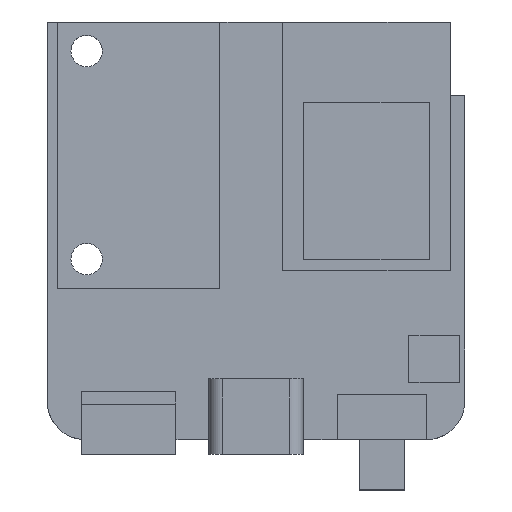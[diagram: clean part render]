
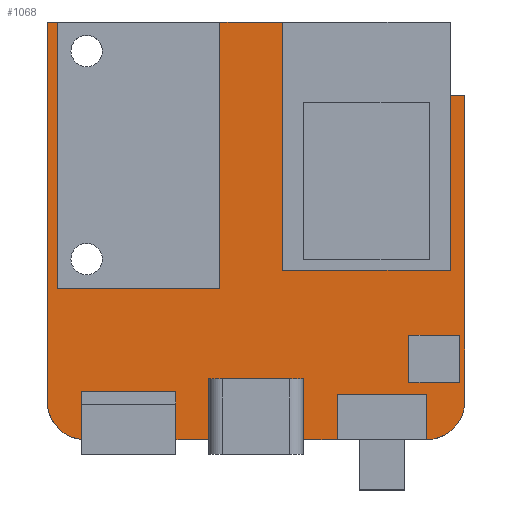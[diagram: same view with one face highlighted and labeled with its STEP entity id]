
A CAD part, top view. The second image highlights one B-rep face of the part: STEP entity #1068.
In plain terms, the highlighted planar face has unit normal (0, 0, 1).
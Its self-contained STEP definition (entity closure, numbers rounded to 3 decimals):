
#15=FACE_BOUND('',#117,.T.);
#30=CIRCLE('',#1150,3.683);
#31=CIRCLE('',#1151,3.683);
#57=FACE_OUTER_BOUND('',#116,.T.);
#116=EDGE_LOOP('',(#749,#750,#751,#752,#753,#754,#755,#756,#757,#758,#759,
#760,#761,#762,#763,#764,#765,#766,#767,#768,#769,#770,#771,#772,#773));
#117=EDGE_LOOP('',(#774,#775,#776,#777));
#176=LINE('',#1512,#313);
#181=LINE('',#1524,#318);
#190=LINE('',#1551,#327);
#191=LINE('',#1556,#328);
#192=LINE('',#1558,#329);
#193=LINE('',#1560,#330);
#194=LINE('',#1562,#331);
#195=LINE('',#1566,#332);
#196=LINE('',#1568,#333);
#197=LINE('',#1570,#334);
#198=LINE('',#1572,#335);
#199=LINE('',#1574,#336);
#200=LINE('',#1576,#337);
#201=LINE('',#1578,#338);
#202=LINE('',#1580,#339);
#203=LINE('',#1582,#340);
#204=LINE('',#1584,#341);
#205=LINE('',#1586,#342);
#206=LINE('',#1588,#343);
#207=LINE('',#1592,#344);
#208=LINE('',#1594,#345);
#209=LINE('',#1596,#346);
#210=LINE('',#1597,#347);
#211=LINE('',#1600,#348);
#212=LINE('',#1602,#349);
#213=LINE('',#1604,#350);
#214=LINE('',#1605,#351);
#313=VECTOR('',#1219,10.);
#318=VECTOR('',#1230,10.);
#327=VECTOR('',#1259,10.);
#328=VECTOR('',#1266,10.);
#329=VECTOR('',#1267,10.);
#330=VECTOR('',#1268,10.);
#331=VECTOR('',#1269,10.);
#332=VECTOR('',#1272,10.);
#333=VECTOR('',#1273,10.);
#334=VECTOR('',#1274,10.);
#335=VECTOR('',#1275,10.);
#336=VECTOR('',#1276,10.);
#337=VECTOR('',#1277,10.);
#338=VECTOR('',#1278,10.);
#339=VECTOR('',#1279,10.);
#340=VECTOR('',#1280,10.);
#341=VECTOR('',#1281,10.);
#342=VECTOR('',#1282,10.);
#343=VECTOR('',#1283,10.);
#344=VECTOR('',#1286,10.);
#345=VECTOR('',#1287,10.);
#346=VECTOR('',#1288,10.);
#347=VECTOR('',#1289,10.);
#348=VECTOR('',#1290,10.);
#349=VECTOR('',#1291,10.);
#350=VECTOR('',#1292,10.);
#351=VECTOR('',#1293,10.);
#446=VERTEX_POINT('',#1500);
#447=VERTEX_POINT('',#1501);
#451=VERTEX_POINT('',#1511);
#455=VERTEX_POINT('',#1523);
#464=VERTEX_POINT('',#1555);
#465=VERTEX_POINT('',#1557);
#466=VERTEX_POINT('',#1559);
#467=VERTEX_POINT('',#1561);
#468=VERTEX_POINT('',#1563);
#469=VERTEX_POINT('',#1565);
#470=VERTEX_POINT('',#1567);
#471=VERTEX_POINT('',#1569);
#472=VERTEX_POINT('',#1571);
#473=VERTEX_POINT('',#1573);
#474=VERTEX_POINT('',#1575);
#475=VERTEX_POINT('',#1577);
#476=VERTEX_POINT('',#1579);
#477=VERTEX_POINT('',#1581);
#478=VERTEX_POINT('',#1583);
#479=VERTEX_POINT('',#1585);
#480=VERTEX_POINT('',#1587);
#481=VERTEX_POINT('',#1589);
#482=VERTEX_POINT('',#1591);
#483=VERTEX_POINT('',#1593);
#484=VERTEX_POINT('',#1595);
#485=VERTEX_POINT('',#1598);
#486=VERTEX_POINT('',#1599);
#487=VERTEX_POINT('',#1601);
#488=VERTEX_POINT('',#1603);
#550=EDGE_CURVE('',#451,#446,#176,.T.);
#556=EDGE_CURVE('',#455,#451,#181,.T.);
#570=EDGE_CURVE('',#447,#455,#190,.T.);
#572=EDGE_CURVE('',#464,#446,#191,.T.);
#573=EDGE_CURVE('',#464,#465,#192,.T.);
#574=EDGE_CURVE('',#465,#466,#193,.T.);
#575=EDGE_CURVE('',#466,#467,#194,.T.);
#576=EDGE_CURVE('',#467,#468,#30,.T.);
#577=EDGE_CURVE('',#469,#468,#195,.T.);
#578=EDGE_CURVE('',#470,#469,#196,.T.);
#579=EDGE_CURVE('',#470,#471,#197,.T.);
#580=EDGE_CURVE('',#472,#471,#198,.T.);
#581=EDGE_CURVE('',#473,#472,#199,.T.);
#582=EDGE_CURVE('',#474,#473,#200,.T.);
#583=EDGE_CURVE('',#475,#474,#201,.T.);
#584=EDGE_CURVE('',#475,#476,#202,.T.);
#585=EDGE_CURVE('',#476,#477,#203,.T.);
#586=EDGE_CURVE('',#477,#478,#204,.T.);
#587=EDGE_CURVE('',#479,#478,#205,.T.);
#588=EDGE_CURVE('',#480,#479,#206,.T.);
#589=EDGE_CURVE('',#480,#481,#31,.T.);
#590=EDGE_CURVE('',#481,#482,#207,.T.);
#591=EDGE_CURVE('',#482,#483,#208,.T.);
#592=EDGE_CURVE('',#483,#484,#209,.T.);
#593=EDGE_CURVE('',#447,#484,#210,.T.);
#594=EDGE_CURVE('',#485,#486,#211,.T.);
#595=EDGE_CURVE('',#486,#487,#212,.T.);
#596=EDGE_CURVE('',#487,#488,#213,.T.);
#597=EDGE_CURVE('',#488,#485,#214,.T.);
#749=ORIENTED_EDGE('',*,*,#570,.T.);
#750=ORIENTED_EDGE('',*,*,#556,.T.);
#751=ORIENTED_EDGE('',*,*,#550,.T.);
#752=ORIENTED_EDGE('',*,*,#572,.F.);
#753=ORIENTED_EDGE('',*,*,#573,.T.);
#754=ORIENTED_EDGE('',*,*,#574,.T.);
#755=ORIENTED_EDGE('',*,*,#575,.T.);
#756=ORIENTED_EDGE('',*,*,#576,.T.);
#757=ORIENTED_EDGE('',*,*,#577,.F.);
#758=ORIENTED_EDGE('',*,*,#578,.F.);
#759=ORIENTED_EDGE('',*,*,#579,.T.);
#760=ORIENTED_EDGE('',*,*,#580,.F.);
#761=ORIENTED_EDGE('',*,*,#581,.F.);
#762=ORIENTED_EDGE('',*,*,#582,.F.);
#763=ORIENTED_EDGE('',*,*,#583,.F.);
#764=ORIENTED_EDGE('',*,*,#584,.T.);
#765=ORIENTED_EDGE('',*,*,#585,.T.);
#766=ORIENTED_EDGE('',*,*,#586,.T.);
#767=ORIENTED_EDGE('',*,*,#587,.F.);
#768=ORIENTED_EDGE('',*,*,#588,.F.);
#769=ORIENTED_EDGE('',*,*,#589,.T.);
#770=ORIENTED_EDGE('',*,*,#590,.T.);
#771=ORIENTED_EDGE('',*,*,#591,.T.);
#772=ORIENTED_EDGE('',*,*,#592,.T.);
#773=ORIENTED_EDGE('',*,*,#593,.F.);
#774=ORIENTED_EDGE('',*,*,#594,.T.);
#775=ORIENTED_EDGE('',*,*,#595,.T.);
#776=ORIENTED_EDGE('',*,*,#596,.T.);
#777=ORIENTED_EDGE('',*,*,#597,.T.);
#1013=PLANE('',#1149);
#1068=ADVANCED_FACE('',(#57,#15),#1013,.T.);
#1149=AXIS2_PLACEMENT_3D('',#1554,#1264,#1265);
#1150=AXIS2_PLACEMENT_3D('',#1564,#1270,#1271);
#1151=AXIS2_PLACEMENT_3D('',#1590,#1284,#1285);
#1219=DIRECTION('',(0.,-1.,0.));
#1230=DIRECTION('',(1.,0.,0.));
#1259=DIRECTION('',(0.,1.,0.));
#1264=DIRECTION('center_axis',(0.,0.,1.));
#1265=DIRECTION('ref_axis',(1.,0.,0.));
#1266=DIRECTION('',(-1.,0.,0.));
#1267=DIRECTION('',(0.,1.,0.));
#1268=DIRECTION('',(1.,0.,0.));
#1269=DIRECTION('',(0.,-1.,0.));
#1270=DIRECTION('center_axis',(0.,0.,1.));
#1271=DIRECTION('ref_axis',(0.,-1.,0.));
#1272=DIRECTION('',(0.,-1.,0.));
#1273=DIRECTION('',(1.,0.,0.));
#1274=DIRECTION('',(0.,-1.,0.));
#1275=DIRECTION('',(1.,0.,0.));
#1276=DIRECTION('',(0.,-1.,0.));
#1277=DIRECTION('',(0.,-1.,0.));
#1278=DIRECTION('',(1.,0.,0.));
#1279=DIRECTION('',(0.,-1.,0.));
#1280=DIRECTION('',(-1.,0.,0.));
#1281=DIRECTION('',(0.,1.,0.));
#1282=DIRECTION('',(1.,0.,0.));
#1283=DIRECTION('',(0.,1.,0.));
#1284=DIRECTION('center_axis',(0.,0.,1.));
#1285=DIRECTION('ref_axis',(-1.,0.,0.));
#1286=DIRECTION('',(0.,1.,0.));
#1287=DIRECTION('',(1.,0.,0.));
#1288=DIRECTION('',(0.,-1.,0.));
#1289=DIRECTION('',(-1.,0.,0.));
#1290=DIRECTION('',(0.,-1.,0.));
#1291=DIRECTION('',(-1.,0.,0.));
#1292=DIRECTION('',(0.,1.,0.));
#1293=DIRECTION('',(1.,0.,0.));
#1500=CARTESIAN_POINT('',(3.2,-19.939,0.));
#1501=CARTESIAN_POINT('',(-3.2,-19.939,0.));
#1511=CARTESIAN_POINT('',(3.2,-14.136,0.));
#1512=CARTESIAN_POINT('',(3.2,-19.536,0.));
#1523=CARTESIAN_POINT('',(-3.2,-14.136,0.));
#1524=CARTESIAN_POINT('',(2.25,-14.136,0.));
#1551=CARTESIAN_POINT('',(-3.2,-15.936,0.));
#1554=CARTESIAN_POINT('Origin',(0.,0.,0.));
#1555=CARTESIAN_POINT('',(7.756,-19.939,0.));
#1556=CARTESIAN_POINT('',(16.256,-19.939,0.));
#1557=CARTESIAN_POINT('',(7.756,-15.639,0.));
#1558=CARTESIAN_POINT('',(7.756,-7.82,0.));
#1559=CARTESIAN_POINT('',(16.256,-15.639,0.));
#1560=CARTESIAN_POINT('',(8.128,-15.639,0.));
#1561=CARTESIAN_POINT('',(16.256,-19.939,0.));
#1562=CARTESIAN_POINT('',(16.256,-9.97,0.));
#1563=CARTESIAN_POINT('',(19.939,-16.256,0.));
#1564=CARTESIAN_POINT('Origin',(16.256,-16.256,0.));
#1565=CARTESIAN_POINT('',(19.939,12.954,0.));
#1566=CARTESIAN_POINT('',(19.939,19.939,0.));
#1567=CARTESIAN_POINT('',(18.542,12.954,0.));
#1568=CARTESIAN_POINT('',(2.54,12.954,0.));
#1569=CARTESIAN_POINT('',(18.542,-3.761,0.));
#1570=CARTESIAN_POINT('',(18.542,19.939,0.));
#1571=CARTESIAN_POINT('',(2.54,-3.761,0.));
#1572=CARTESIAN_POINT('',(2.54,-3.761,0.));
#1573=CARTESIAN_POINT('',(2.54,12.954,0.));
#1574=CARTESIAN_POINT('',(2.54,19.939,0.));
#1575=CARTESIAN_POINT('',(2.54,19.939,0.));
#1576=CARTESIAN_POINT('',(2.54,19.939,0.));
#1577=CARTESIAN_POINT('',(-3.445,19.939,0.));
#1578=CARTESIAN_POINT('',(-19.939,19.939,0.));
#1579=CARTESIAN_POINT('',(-3.445,-5.461,0.));
#1580=CARTESIAN_POINT('',(-3.445,-2.731,0.));
#1581=CARTESIAN_POINT('',(-18.939,-5.461,0.));
#1582=CARTESIAN_POINT('',(-9.47,-5.461,0.));
#1583=CARTESIAN_POINT('',(-18.939,19.939,0.));
#1584=CARTESIAN_POINT('',(-18.939,9.97,0.));
#1585=CARTESIAN_POINT('',(-19.939,19.939,0.));
#1586=CARTESIAN_POINT('',(-19.939,19.939,0.));
#1587=CARTESIAN_POINT('',(-19.939,-16.256,0.));
#1588=CARTESIAN_POINT('',(-19.939,-16.256,0.));
#1589=CARTESIAN_POINT('',(-16.639,-19.919,0.));
#1590=CARTESIAN_POINT('Origin',(-16.256,-16.256,0.));
#1591=CARTESIAN_POINT('',(-16.639,-15.336,0.));
#1592=CARTESIAN_POINT('',(-16.639,-7.668,0.));
#1593=CARTESIAN_POINT('',(-7.639,-15.336,0.));
#1594=CARTESIAN_POINT('',(-3.82,-15.336,0.));
#1595=CARTESIAN_POINT('',(-7.639,-19.939,0.));
#1596=CARTESIAN_POINT('',(-7.639,-8.268,0.));
#1597=CARTESIAN_POINT('',(16.256,-19.939,0.));
#1598=CARTESIAN_POINT('',(19.439,-9.978,0.));
#1599=CARTESIAN_POINT('',(19.439,-14.478,0.));
#1600=CARTESIAN_POINT('',(19.439,-7.239,0.));
#1601=CARTESIAN_POINT('',(14.589,-14.478,0.));
#1602=CARTESIAN_POINT('',(7.295,-14.478,0.));
#1603=CARTESIAN_POINT('',(14.589,-9.978,0.));
#1604=CARTESIAN_POINT('',(14.589,-4.989,0.));
#1605=CARTESIAN_POINT('',(9.72,-9.978,0.));
